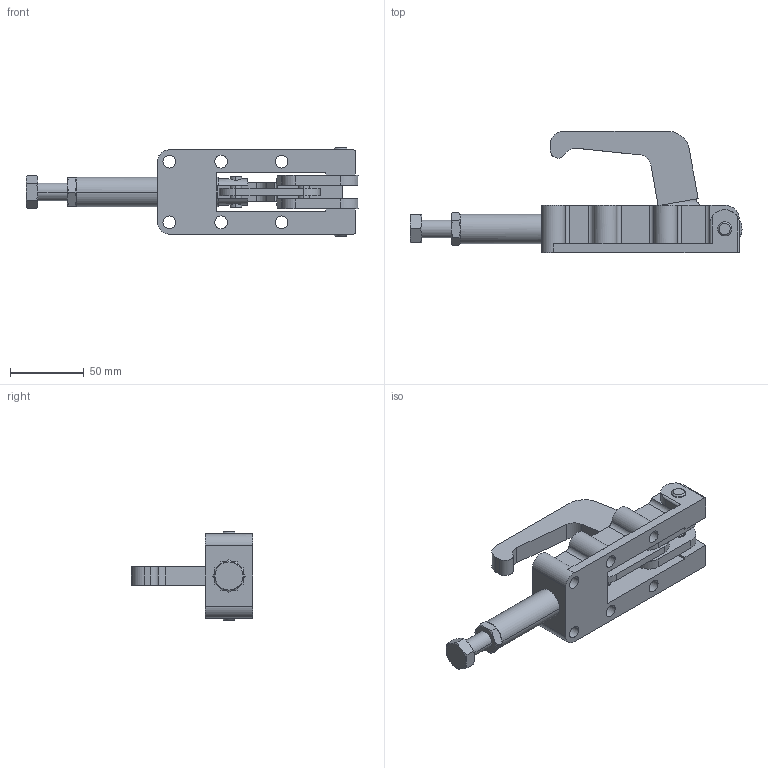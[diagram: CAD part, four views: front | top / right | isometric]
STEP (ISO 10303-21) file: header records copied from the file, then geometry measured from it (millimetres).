
FILE_DESCRIPTION( ( '' ), '1' );
FILE_NAME( 'p1200_2_03.stp', '2006-11-29T10:43:39', ( '' ), ( '' ), ' ', ' ', ' ' );
FILE_SCHEMA( ( 'CONFIG_CONTROL_DESIGN' ) );
Length unit declared in the file: millimetre
Products named in the file (5): 1; 2; 3; 4; 5
Bounding box: 224.7 x 82.05 x 59.7 mm (x, y, z)
Volume: 195412.4 mm3; surface area: 67790.8 mm2
Topology: 5 solids, 6 shells, 220 faces, 554 edges, 355 vertices
Faces by surface type: cylinder 94, plane 86, cone 40
Entity records: 7074 total; most frequent: CARTESIAN_POINT 1510, DIRECTION 1160, ORIENTED_EDGE 1104, EDGE_CURVE 552, AXIS2_PLACEMENT_3D 451, VERTEX_POINT 355, LINE 258, VECTOR 258
